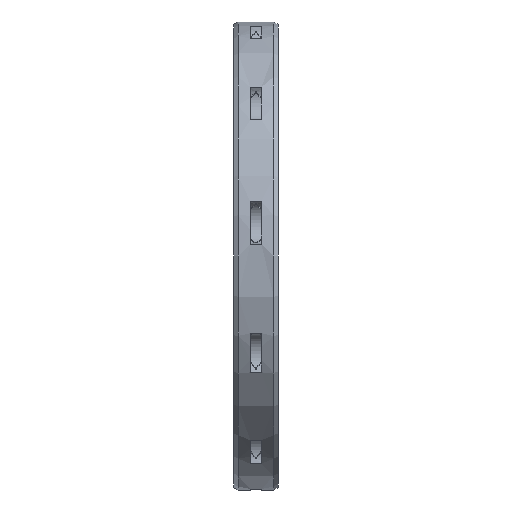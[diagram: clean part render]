
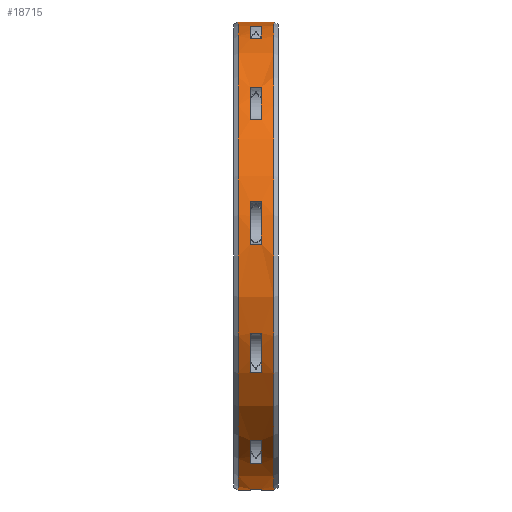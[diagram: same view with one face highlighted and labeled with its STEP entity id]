
A CAD part, left-side view. The second image highlights one B-rep face of the part: STEP entity #18715.
In plain terms, the highlighted cylindrical face has radius 105 mm (diameter 210 mm), a partial arc.
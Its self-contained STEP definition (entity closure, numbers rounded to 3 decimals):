
#3654=CARTESIAN_POINT('',(0.,-2.5,0.));
#3655=DIRECTION('',(0.,-1.,0.));
#3656=DIRECTION('',(-0.092,0.,-0.996));
#3657=AXIS2_PLACEMENT_3D('',#3654,#3655,#3656);
#3662=DIRECTION('',(0.,-1.,0.));
#3663=VECTOR('',#3662,5.);
#3664=CARTESIAN_POINT('',(-9.696,2.5,-104.551));
#3665=LINE('',#3664,#3663);
#3669=CARTESIAN_POINT('',(0.,2.5,0.));
#3670=DIRECTION('',(0.,-1.,0.));
#3671=DIRECTION('',(-0.092,0.,-0.996));
#3672=AXIS2_PLACEMENT_3D('',#3669,#3670,#3671);
#3677=DIRECTION('',(0.,1.,0.));
#3678=VECTOR('',#3677,5.5);
#3679=CARTESIAN_POINT('',(0.,2.5,-105.));
#3680=LINE('',#3679,#3678);
#3684=DIRECTION('',(0.,1.,0.));
#3685=VECTOR('',#3684,16.);
#3686=CARTESIAN_POINT('',(0.,-8.,105.));
#3687=LINE('',#3686,#3685);
#3691=CARTESIAN_POINT('',(0.,-8.,0.));
#3692=DIRECTION('',(0.,1.,0.));
#3693=DIRECTION('',(0.,0.,-1.));
#3694=AXIS2_PLACEMENT_3D('',#3691,#3692,#3693);
#3699=DIRECTION('',(0.,1.,0.));
#3700=VECTOR('',#3699,5.5);
#3701=CARTESIAN_POINT('',(0.,-8.,-105.));
#3702=LINE('',#3701,#3700);
#3706=CARTESIAN_POINT('',(0.,-2.5,0.));
#3707=DIRECTION('',(0.,-1.,0.));
#3708=DIRECTION('',(-0.192,0.,0.981));
#3709=AXIS2_PLACEMENT_3D('',#3706,#3707,#3708);
#3714=DIRECTION('',(0.,-1.,0.));
#3715=VECTOR('',#3714,5.);
#3716=CARTESIAN_POINT('',(-20.153,2.5,103.048));
#3717=LINE('',#3716,#3715);
#3721=CARTESIAN_POINT('',(0.,2.5,0.));
#3722=DIRECTION('',(0.,-1.,0.));
#3723=DIRECTION('',(-0.192,0.,0.981));
#3724=AXIS2_PLACEMENT_3D('',#3721,#3722,#3723);
#3729=DIRECTION('',(0.,-1.,0.));
#3730=VECTOR('',#3729,5.);
#3731=CARTESIAN_POINT('',(-38.758,2.5,97.585));
#3732=LINE('',#3731,#3730);
#3736=CARTESIAN_POINT('',(0.,-2.5,0.));
#3737=DIRECTION('',(0.,-1.,0.));
#3738=DIRECTION('',(-0.692,0.,0.722));
#3739=AXIS2_PLACEMENT_3D('',#3736,#3737,#3738);
#3744=DIRECTION('',(0.,-1.,0.));
#3745=VECTOR('',#3744,5.);
#3746=CARTESIAN_POINT('',(-72.665,2.5,75.794));
#3747=LINE('',#3746,#3745);
#3751=CARTESIAN_POINT('',(0.,2.5,0.));
#3752=DIRECTION('',(0.,-1.,0.));
#3753=DIRECTION('',(-0.692,0.,0.722));
#3754=AXIS2_PLACEMENT_3D('',#3751,#3752,#3753);
#3759=DIRECTION('',(0.,-1.,0.));
#3760=VECTOR('',#3759,5.);
#3761=CARTESIAN_POINT('',(-85.364,2.5,61.139));
#3762=LINE('',#3761,#3760);
#3766=CARTESIAN_POINT('',(0.,-2.5,0.));
#3767=DIRECTION('',(0.,-1.,0.));
#3768=DIRECTION('',(-0.972,0.,0.233));
#3769=AXIS2_PLACEMENT_3D('',#3766,#3767,#3768);
#3774=DIRECTION('',(0.,-1.,0.));
#3775=VECTOR('',#3774,5.);
#3776=CARTESIAN_POINT('',(-102.107,2.5,24.476));
#3777=LINE('',#3776,#3775);
#3781=CARTESIAN_POINT('',(0.,2.5,0.));
#3782=DIRECTION('',(0.,-1.,0.));
#3783=DIRECTION('',(-0.972,0.,0.233));
#3784=AXIS2_PLACEMENT_3D('',#3781,#3782,#3783);
#3789=DIRECTION('',(0.,-1.,0.));
#3790=VECTOR('',#3789,5.);
#3791=CARTESIAN_POINT('',(-104.867,2.5,5.282));
#3792=LINE('',#3791,#3790);
#3796=CARTESIAN_POINT('',(0.,-2.5,0.));
#3797=DIRECTION('',(0.,-1.,0.));
#3798=DIRECTION('',(-0.944,0.,-0.33));
#3799=AXIS2_PLACEMENT_3D('',#3796,#3797,#3798);
#3804=DIRECTION('',(0.,-1.,0.));
#3805=VECTOR('',#3804,5.);
#3806=CARTESIAN_POINT('',(-99.131,2.5,-34.613));
#3807=LINE('',#3806,#3805);
#3811=CARTESIAN_POINT('',(0.,2.5,0.));
#3812=DIRECTION('',(0.,-1.,0.));
#3813=DIRECTION('',(-0.944,0.,-0.33));
#3814=AXIS2_PLACEMENT_3D('',#3811,#3812,#3813);
#3819=DIRECTION('',(0.,-1.,0.));
#3820=VECTOR('',#3819,5.);
#3821=CARTESIAN_POINT('',(-91.076,2.5,-52.252));
#3822=LINE('',#3821,#3820);
#3826=CARTESIAN_POINT('',(0.,-2.5,0.));
#3827=DIRECTION('',(0.,-1.,0.));
#3828=DIRECTION('',(-0.616,0.,-0.788));
#3829=AXIS2_PLACEMENT_3D('',#3826,#3827,#3828);
#3834=DIRECTION('',(0.,-1.,0.));
#3835=VECTOR('',#3834,5.);
#3836=CARTESIAN_POINT('',(-64.681,2.5,-82.712));
#3837=LINE('',#3836,#3835);
#3841=CARTESIAN_POINT('',(0.,2.5,0.));
#3842=DIRECTION('',(0.,-1.,0.));
#3843=DIRECTION('',(-0.616,0.,-0.788));
#3844=AXIS2_PLACEMENT_3D('',#3841,#3842,#3843);
#3849=DIRECTION('',(0.,-1.,0.));
#3850=VECTOR('',#3849,5.);
#3851=CARTESIAN_POINT('',(-48.368,2.5,-93.196));
#3852=LINE('',#3851,#3850);
#4819=CARTESIAN_POINT('',(0.,8.,0.));
#4820=DIRECTION('',(0.,1.,0.));
#4821=DIRECTION('',(0.,0.,-1.));
#4822=AXIS2_PLACEMENT_3D('',#4819,#4820,#4821);
#14800=CARTESIAN_POINT('',(0.,-8.,-105.));
#14802=VERTEX_POINT('',#14800);
#14803=CARTESIAN_POINT('',(0.,8.,-105.));
#14805=VERTEX_POINT('',#14803);
#14830=CARTESIAN_POINT('',(0.,-8.,105.));
#14832=VERTEX_POINT('',#14830);
#14833=CARTESIAN_POINT('',(0.,8.,105.));
#14834=VERTEX_POINT('',#14833);
#15013=CARTESIAN_POINT('',(0.,-2.5,-105.));
#15015=VERTEX_POINT('',#15013);
#15017=CARTESIAN_POINT('',(0.,2.5,-105.));
#15019=VERTEX_POINT('',#15017);
#15025=CARTESIAN_POINT('',(-9.696,-2.5,-104.551));
#15026=VERTEX_POINT('',#15025);
#15027=CARTESIAN_POINT('',(-9.696,2.5,-104.551));
#15028=VERTEX_POINT('',#15027);
#15217=CARTESIAN_POINT('',(-20.153,-2.5,103.048));
#15218=CARTESIAN_POINT('',(-38.758,-2.5,97.585));
#15219=VERTEX_POINT('',#15217);
#15220=VERTEX_POINT('',#15218);
#15221=CARTESIAN_POINT('',(-20.153,2.5,103.048));
#15222=CARTESIAN_POINT('',(-38.758,2.5,97.585));
#15223=VERTEX_POINT('',#15221);
#15224=VERTEX_POINT('',#15222);
#15249=CARTESIAN_POINT('',(-72.665,-2.5,75.794));
#15250=CARTESIAN_POINT('',(-85.364,-2.5,61.139));
#15251=VERTEX_POINT('',#15249);
#15252=VERTEX_POINT('',#15250);
#15253=CARTESIAN_POINT('',(-72.665,2.5,75.794));
#15254=CARTESIAN_POINT('',(-85.364,2.5,61.139));
#15255=VERTEX_POINT('',#15253);
#15256=VERTEX_POINT('',#15254);
#15281=CARTESIAN_POINT('',(-102.107,-2.5,24.476));
#15282=CARTESIAN_POINT('',(-104.867,-2.5,5.282));
#15283=VERTEX_POINT('',#15281);
#15284=VERTEX_POINT('',#15282);
#15285=CARTESIAN_POINT('',(-102.107,2.5,24.476));
#15286=CARTESIAN_POINT('',(-104.867,2.5,5.282));
#15287=VERTEX_POINT('',#15285);
#15288=VERTEX_POINT('',#15286);
#15497=CARTESIAN_POINT('',(-99.131,-2.5,-34.613));
#15498=CARTESIAN_POINT('',(-91.076,-2.5,-52.252));
#15499=VERTEX_POINT('',#15497);
#15500=VERTEX_POINT('',#15498);
#15501=CARTESIAN_POINT('',(-99.131,2.5,-34.613));
#15502=CARTESIAN_POINT('',(-91.076,2.5,-52.252));
#15503=VERTEX_POINT('',#15501);
#15504=VERTEX_POINT('',#15502);
#15529=CARTESIAN_POINT('',(-64.681,-2.5,-82.712));
#15530=CARTESIAN_POINT('',(-48.368,-2.5,-93.196));
#15531=VERTEX_POINT('',#15529);
#15532=VERTEX_POINT('',#15530);
#15533=CARTESIAN_POINT('',(-64.681,2.5,-82.712));
#15534=CARTESIAN_POINT('',(-48.368,2.5,-93.196));
#15535=VERTEX_POINT('',#15533);
#15536=VERTEX_POINT('',#15534);
#18643=CARTESIAN_POINT('',(0.,99.018,0.));
#18644=DIRECTION('',(0.,-1.,0.));
#18645=DIRECTION('',(0.,0.,1.));
#18646=AXIS2_PLACEMENT_3D('',#18643,#18644,#18645);
#18647=CYLINDRICAL_SURFACE('',#18646,105.);
#18649=ORIENTED_EDGE('',*,*,#18648,.F.);
#18651=ORIENTED_EDGE('',*,*,#18650,.F.);
#18653=ORIENTED_EDGE('',*,*,#18652,.T.);
#18655=ORIENTED_EDGE('',*,*,#18654,.T.);
#18657=ORIENTED_EDGE('',*,*,#18656,.T.);
#18659=ORIENTED_EDGE('',*,*,#18658,.F.);
#18660=ORIENTED_EDGE('',*,*,#18624,.F.);
#18662=ORIENTED_EDGE('',*,*,#18661,.T.);
#18663=EDGE_LOOP('',(#18649,#18651,#18653,#18655,#18657,#18659,#18660,#18662));
#18664=FACE_OUTER_BOUND('',#18663,.F.);
#18666=ORIENTED_EDGE('',*,*,#18665,.F.);
#18668=ORIENTED_EDGE('',*,*,#18667,.F.);
#18670=ORIENTED_EDGE('',*,*,#18669,.T.);
#18672=ORIENTED_EDGE('',*,*,#18671,.T.);
#18673=EDGE_LOOP('',(#18666,#18668,#18670,#18672));
#18674=FACE_BOUND('',#18673,.F.);
#18676=ORIENTED_EDGE('',*,*,#18675,.F.);
#18678=ORIENTED_EDGE('',*,*,#18677,.F.);
#18680=ORIENTED_EDGE('',*,*,#18679,.T.);
#18682=ORIENTED_EDGE('',*,*,#18681,.T.);
#18683=EDGE_LOOP('',(#18676,#18678,#18680,#18682));
#18684=FACE_BOUND('',#18683,.F.);
#18686=ORIENTED_EDGE('',*,*,#18685,.F.);
#18688=ORIENTED_EDGE('',*,*,#18687,.F.);
#18690=ORIENTED_EDGE('',*,*,#18689,.T.);
#18692=ORIENTED_EDGE('',*,*,#18691,.T.);
#18693=EDGE_LOOP('',(#18686,#18688,#18690,#18692));
#18694=FACE_BOUND('',#18693,.F.);
#18696=ORIENTED_EDGE('',*,*,#18695,.F.);
#18698=ORIENTED_EDGE('',*,*,#18697,.F.);
#18700=ORIENTED_EDGE('',*,*,#18699,.T.);
#18702=ORIENTED_EDGE('',*,*,#18701,.T.);
#18703=EDGE_LOOP('',(#18696,#18698,#18700,#18702));
#18704=FACE_BOUND('',#18703,.F.);
#18706=ORIENTED_EDGE('',*,*,#18705,.F.);
#18708=ORIENTED_EDGE('',*,*,#18707,.F.);
#18710=ORIENTED_EDGE('',*,*,#18709,.T.);
#18712=ORIENTED_EDGE('',*,*,#18711,.T.);
#18713=EDGE_LOOP('',(#18706,#18708,#18710,#18712));
#18714=FACE_BOUND('',#18713,.F.);
#3658=CIRCLE('',#3657,105.);
#3673=CIRCLE('',#3672,105.);
#3695=CIRCLE('',#3694,105.);
#3710=CIRCLE('',#3709,105.);
#3725=CIRCLE('',#3724,105.);
#3740=CIRCLE('',#3739,105.);
#3755=CIRCLE('',#3754,105.);
#3770=CIRCLE('',#3769,105.);
#3785=CIRCLE('',#3784,105.);
#3800=CIRCLE('',#3799,105.);
#3815=CIRCLE('',#3814,105.);
#3830=CIRCLE('',#3829,105.);
#3845=CIRCLE('',#3844,105.);
#4823=CIRCLE('',#4822,105.);
#18624=EDGE_CURVE('',#14802,#14832,#3695,.T.);
#18648=EDGE_CURVE('',#15026,#15015,#3658,.T.);
#18650=EDGE_CURVE('',#15028,#15026,#3665,.T.);
#18652=EDGE_CURVE('',#15028,#15019,#3673,.T.);
#18654=EDGE_CURVE('',#15019,#14805,#3680,.T.);
#18656=EDGE_CURVE('',#14805,#14834,#4823,.T.);
#18658=EDGE_CURVE('',#14832,#14834,#3687,.T.);
#18661=EDGE_CURVE('',#14802,#15015,#3702,.T.);
#18665=EDGE_CURVE('',#15219,#15220,#3710,.T.);
#18667=EDGE_CURVE('',#15223,#15219,#3717,.T.);
#18669=EDGE_CURVE('',#15223,#15224,#3725,.T.);
#18671=EDGE_CURVE('',#15224,#15220,#3732,.T.);
#18675=EDGE_CURVE('',#15251,#15252,#3740,.T.);
#18677=EDGE_CURVE('',#15255,#15251,#3747,.T.);
#18679=EDGE_CURVE('',#15255,#15256,#3755,.T.);
#18681=EDGE_CURVE('',#15256,#15252,#3762,.T.);
#18685=EDGE_CURVE('',#15283,#15284,#3770,.T.);
#18687=EDGE_CURVE('',#15287,#15283,#3777,.T.);
#18689=EDGE_CURVE('',#15287,#15288,#3785,.T.);
#18691=EDGE_CURVE('',#15288,#15284,#3792,.T.);
#18695=EDGE_CURVE('',#15499,#15500,#3800,.T.);
#18697=EDGE_CURVE('',#15503,#15499,#3807,.T.);
#18699=EDGE_CURVE('',#15503,#15504,#3815,.T.);
#18701=EDGE_CURVE('',#15504,#15500,#3822,.T.);
#18705=EDGE_CURVE('',#15531,#15532,#3830,.T.);
#18707=EDGE_CURVE('',#15535,#15531,#3837,.T.);
#18709=EDGE_CURVE('',#15535,#15536,#3845,.T.);
#18711=EDGE_CURVE('',#15536,#15532,#3852,.T.);
#18715=ADVANCED_FACE('',(#18664,#18674,#18684,#18694,#18704,#18714),#18647,.T.);
